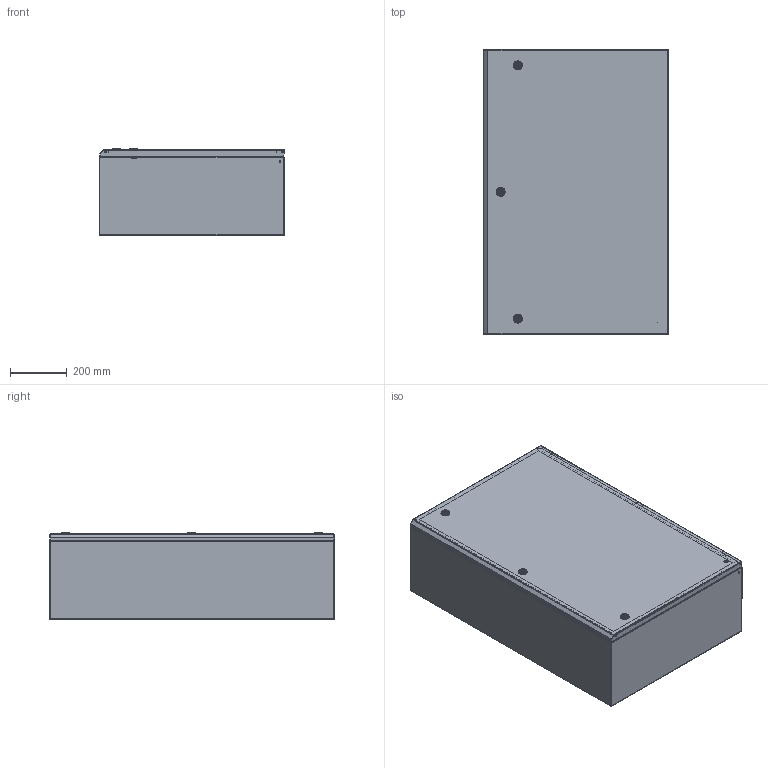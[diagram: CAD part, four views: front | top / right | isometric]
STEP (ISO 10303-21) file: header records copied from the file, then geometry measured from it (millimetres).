
FILE_DESCRIPTION (( 'STEP AP203' ), '1' );
FILE_NAME ('椗眅-100.65.30 IP65 EKF PROxima.STEP', '2022-12-08T08:05:23', ( '' ), ( '' ), 'SwSTEP 2.0', 'SolidWorks 2021', '' );
FILE_SCHEMA (( 'CONFIG_CONTROL_DESIGN' ));
Length unit declared in the file: millimetre
Products named in the file (18): Øïèëüêà Ì6õ12; Íàâåñêà íà êîðïóñ ïîä êëåïêó; Îñü ïåòëè 4õ52_‚¨­â A.M4x0,5x40 ƒŽ‘’ 11644-75; ÌÈ-2022.01.01.000 Ñòåíêà çàäíÿÿ â ñáîðå; Ïåòëÿ íà äâåðü ï-îáðàçíàÿ; Øïèëüêà ïðèâàðíàÿ Ì6õ20 DIN 13918; ÌÈ-2022.01.00.001 Ñòåíêà âåðõíÿÿ_¡¥§ ä« ­æ  ; Çàìîê áîëüøîé; ÌÈ-2022.01.00.001 Ñòåíêà âåðõíÿÿ; ﾌﾈ-2022.02.00.001 ﾄ粢; ÌÈ-2022.02.00.000 Äâåðü â ñáîðå; ÌÈ-460.00.00.001 Ïàíåëü ìîíòàæíàÿ; hex flange nut_din1_Hexagon Flange Nut DIN 6923 - M6 - N; 椗眅-100.65.30 IP65 EKF PROxima; ��-2022.01.00.000 ������ � �����_��� 䫠�� ; ÌÈ-2022.01.01.001 Ñòåíêà çàäíÿÿ; rivet 02_din1_DIN 660-5x8-St-A-2; ÓÊíà äâåðüÌÈ-2022
Assembly tree (42 placements, depth 4):
  椗眅-100.65.30 IP65 EKF PROxima
    ��-2022.01.00.000 ������ � �����_��� 䫠�� 
      ÌÈ-2022.01.01.000 Ñòåíêà çàäíÿÿ â ñáîðå
        ÌÈ-2022.01.01.001 Ñòåíêà çàäíÿÿ
        Øïèëüêà Ì6õ12
        Øïèëüêà ïðèâàðíàÿ Ì6õ20 DIN 13918  x6
      ÌÈ-2022.01.00.001 Ñòåíêà âåðõíÿÿ
      ÌÈ-2022.01.00.001 Ñòåíêà âåðõíÿÿ_¡¥§ ä« ­æ  
    ÌÈ-2022.02.00.000 Äâåðü â ñáîðå
      ﾌﾈ-2022.02.00.001 ﾄ粢
      ÓÊíà äâåðüÌÈ-2022
      Çàìîê áîëüøîé  x3
      Ïåòëÿ íà äâåðü ï-îáðàçíàÿ  x3
    ÌÈ-460.00.00.001 Ïàíåëü ìîíòàæíàÿ
    Íàâåñêà íà êîðïóñ ïîä êëåïêó  x3
    rivet 02_din1_DIN 660-5x8-St-A-2  x6
    Îñü ïåòëè 4õ52_‚¨­â A.M4x0,5x40 ƒŽ‘’ 11644-75  x3
    hex flange nut_din1_Hexagon Flange Nut DIN 6923 - M6 - N  x8
Bounding box: 650.8 x 1000.8 x 306.34 mm (x, y, z)
Volume: 4580952.1 mm3; surface area: 6094154.3 mm2
Topology: 39 solids, 54 shells, 1359 faces, 3086 edges, 1877 vertices
Faces by surface type: plane 673, cylinder 433, cone 116, bspline 83, torus 54
Entity records: 21882 total; most frequent: CARTESIAN_POINT 4919, DIRECTION 3011, ORIENTED_EDGE 2900, EDGE_CURVE 1450, AXIS2_PLACEMENT_3D 1061, VECTOR 889, LINE 889, VERTEX_POINT 879
